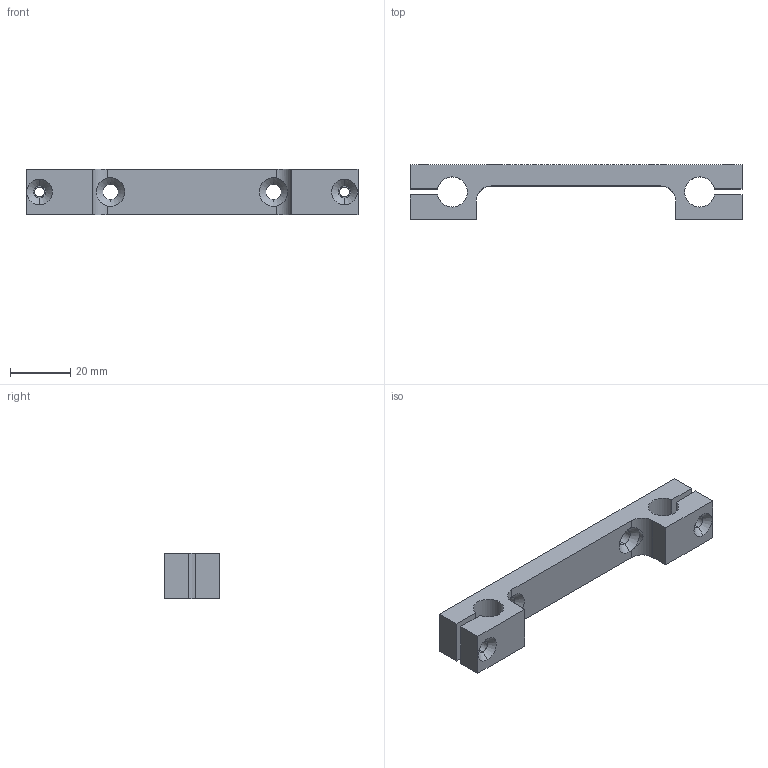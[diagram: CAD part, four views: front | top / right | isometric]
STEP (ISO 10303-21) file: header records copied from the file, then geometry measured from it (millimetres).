
FILE_DESCRIPTION (( 'STEP AP214' ), '1' );
FILE_NAME ('XW-USI-049-A-support_rail_Y.STEP', '2020-09-16T12:41:12', ( '' ), ( '' ), 'SwSTEP 2.0', 'SolidWorks 2016', '' );
FILE_SCHEMA (( 'AUTOMOTIVE_DESIGN' ));
Length unit declared in the file: millimetre
Products named in the file (1): XW-USI-049-A-support_rail_Y
Bounding box: 110 x 18 x 15 mm (x, y, z)
Volume: 15227.2 mm3; surface area: 8013.3 mm2
Topology: 1 solids, 1 shells, 43 faces, 117 edges, 74 vertices
Faces by surface type: cylinder 19, plane 16, cone 8
Entity records: 1529 total; most frequent: CARTESIAN_POINT 305, DIRECTION 249, ORIENTED_EDGE 234, EDGE_CURVE 117, AXIS2_PLACEMENT_3D 90, VERTEX_POINT 74, LINE 69, VECTOR 69
